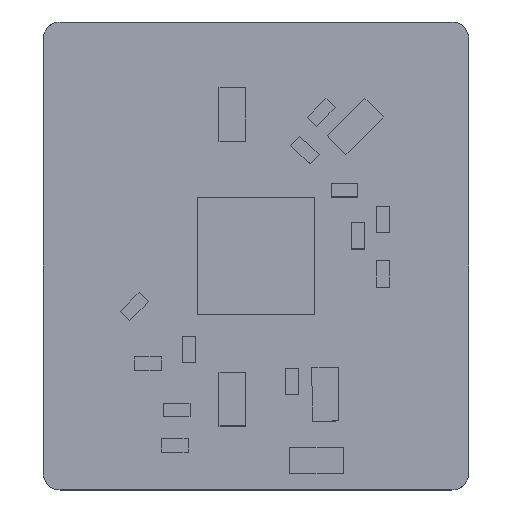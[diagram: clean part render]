
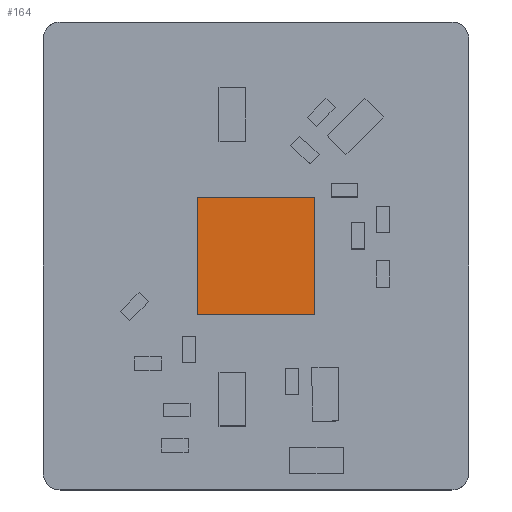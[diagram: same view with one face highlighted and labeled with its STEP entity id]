
A CAD part, top view. The second image highlights one B-rep face of the part: STEP entity #164.
In plain terms, the highlighted free-form (B-spline) face has degree [1, 1] with [2, 2] control points.
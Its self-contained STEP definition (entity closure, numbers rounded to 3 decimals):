
#164=ADVANCED_FACE('',(#288),#3436,.T.);
#288=FACE_OUTER_BOUND('',#412,.T.);
#412=EDGE_LOOP('',(#728,#729,#730,#731));
#728=ORIENTED_EDGE('',*,*,#2366,.F.);
#729=ORIENTED_EDGE('',*,*,#2363,.F.);
#730=ORIENTED_EDGE('',*,*,#2360,.F.);
#731=ORIENTED_EDGE('',*,*,#2356,.F.);
#1216=PCURVE('',#3432,#1720);
#1220=PCURVE('',#3433,#1724);
#1224=PCURVE('',#3434,#1728);
#1228=PCURVE('',#3435,#1732);
#1232=PCURVE('',#3436,#1736);
#1233=PCURVE('',#3436,#1737);
#1234=PCURVE('',#3436,#1738);
#1235=PCURVE('',#3436,#1739);
#1720=DEFINITIONAL_REPRESENTATION('',(#2849),#5807);
#1724=DEFINITIONAL_REPRESENTATION('',(#2857),#5807);
#1728=DEFINITIONAL_REPRESENTATION('',(#2864),#5807);
#1732=DEFINITIONAL_REPRESENTATION('',(#2871),#5807);
#1736=DEFINITIONAL_REPRESENTATION('',(#2876),#5807);
#1737=DEFINITIONAL_REPRESENTATION('',(#2877),#5807);
#1738=DEFINITIONAL_REPRESENTATION('',(#2878),#5807);
#1739=DEFINITIONAL_REPRESENTATION('',(#2879),#5807);
#2104=SURFACE_CURVE('',#2848,(#1216,#1235),.PCURVE_S1.);
#2108=SURFACE_CURVE('',#2856,(#1220,#1234),.PCURVE_S1.);
#2111=SURFACE_CURVE('',#2863,(#1224,#1233),.PCURVE_S1.);
#2114=SURFACE_CURVE('',#2870,(#1228,#1232),.PCURVE_S1.);
#2356=EDGE_CURVE('',#3284,#3285,#2104,.T.);
#2360=EDGE_CURVE('',#3285,#3288,#2108,.T.);
#2363=EDGE_CURVE('',#3288,#3290,#2111,.T.);
#2366=EDGE_CURVE('',#3290,#3284,#2114,.T.);
#2848=B_SPLINE_CURVE_WITH_KNOTS('',1,(#4654,#4655),.UNSPECIFIED.,.F.,.F.,
(2,2),(0.,7.),.UNSPECIFIED.);
#2849=B_SPLINE_CURVE_WITH_KNOTS('',1,(#4656,#4657),.UNSPECIFIED.,.F.,.F.,
(2,2),(0.,7.),.UNSPECIFIED.);
#2856=B_SPLINE_CURVE_WITH_KNOTS('',1,(#4670,#4671),.UNSPECIFIED.,.F.,.F.,
(2,2),(7.,14.),.UNSPECIFIED.);
#2857=B_SPLINE_CURVE_WITH_KNOTS('',1,(#4672,#4673),.UNSPECIFIED.,.F.,.F.,
(2,2),(7.,14.),.UNSPECIFIED.);
#2863=B_SPLINE_CURVE_WITH_KNOTS('',1,(#4684,#4685),.UNSPECIFIED.,.F.,.F.,
(2,2),(14.,21.),.UNSPECIFIED.);
#2864=B_SPLINE_CURVE_WITH_KNOTS('',1,(#4686,#4687),.UNSPECIFIED.,.F.,.F.,
(2,2),(14.,21.),.UNSPECIFIED.);
#2870=B_SPLINE_CURVE_WITH_KNOTS('',1,(#4698,#4699),.UNSPECIFIED.,.F.,.F.,
(2,2),(21.,28.),.UNSPECIFIED.);
#2871=B_SPLINE_CURVE_WITH_KNOTS('',1,(#4700,#4701),.UNSPECIFIED.,.F.,.F.,
(2,2),(21.,28.),.UNSPECIFIED.);
#2876=B_SPLINE_CURVE_WITH_KNOTS('',1,(#4710,#4711),.UNSPECIFIED.,.F.,.F.,
(2,2),(21.,28.),.UNSPECIFIED.);
#2877=B_SPLINE_CURVE_WITH_KNOTS('',1,(#4712,#4713),.UNSPECIFIED.,.F.,.F.,
(2,2),(14.,21.),.UNSPECIFIED.);
#2878=B_SPLINE_CURVE_WITH_KNOTS('',1,(#4714,#4715),.UNSPECIFIED.,.F.,.F.,
(2,2),(7.,14.),.UNSPECIFIED.);
#2879=B_SPLINE_CURVE_WITH_KNOTS('',1,(#4716,#4717),.UNSPECIFIED.,.F.,.F.,
(2,2),(0.,7.),.UNSPECIFIED.);
#3284=VERTEX_POINT('',#4646);
#3285=VERTEX_POINT('',#4647);
#3288=VERTEX_POINT('',#4650);
#3290=VERTEX_POINT('',#4652);
#3432=B_SPLINE_SURFACE_WITH_KNOTS('',1,1,((#4622,#4623),(#4624,#4625)),
 .UNSPECIFIED.,.F.,.F.,.F.,(2,2),(2,2),(0.,7.),(0.,0.95),
 .UNSPECIFIED.);
#3433=B_SPLINE_SURFACE_WITH_KNOTS('',1,1,((#4626,#4627),(#4628,#4629)),
 .UNSPECIFIED.,.F.,.F.,.F.,(2,2),(2,2),(7.,14.),
(0.,0.95),.UNSPECIFIED.);
#3434=B_SPLINE_SURFACE_WITH_KNOTS('',1,1,((#4630,#4631),(#4632,#4633)),
 .UNSPECIFIED.,.F.,.F.,.F.,(2,2),(2,2),(14.,21.),
(0.,0.95),.UNSPECIFIED.);
#3435=B_SPLINE_SURFACE_WITH_KNOTS('',1,1,((#4634,#4635),(#4636,#4637)),
 .UNSPECIFIED.,.F.,.F.,.F.,(2,2),(2,2),(21.,28.),
(0.,0.95),.UNSPECIFIED.);
#3436=B_SPLINE_SURFACE_WITH_KNOTS('',1,1,((#4638,#4639),(#4640,#4641)),
 .UNSPECIFIED.,.F.,.F.,.F.,(2,2),(2,2),(0.,7.),(0.,7.),
 .UNSPECIFIED.);
#4622=CARTESIAN_POINT('',(-14.93,-16.2,1.));
#4623=CARTESIAN_POINT('',(-14.93,-16.2,0.05));
#4624=CARTESIAN_POINT('',(-14.93,-9.2,1.));
#4625=CARTESIAN_POINT('',(-14.93,-9.2,0.05));
#4626=CARTESIAN_POINT('',(-14.93,-9.2,1.));
#4627=CARTESIAN_POINT('',(-14.93,-9.2,0.05));
#4628=CARTESIAN_POINT('',(-7.93,-9.2,1.));
#4629=CARTESIAN_POINT('',(-7.93,-9.2,0.05));
#4630=CARTESIAN_POINT('',(-7.93,-9.2,1.));
#4631=CARTESIAN_POINT('',(-7.93,-9.2,0.05));
#4632=CARTESIAN_POINT('',(-7.93,-16.2,1.));
#4633=CARTESIAN_POINT('',(-7.93,-16.2,0.05));
#4634=CARTESIAN_POINT('',(-7.93,-16.2,1.));
#4635=CARTESIAN_POINT('',(-7.93,-16.2,0.05));
#4636=CARTESIAN_POINT('',(-14.93,-16.2,1.));
#4637=CARTESIAN_POINT('',(-14.93,-16.2,0.05));
#4638=CARTESIAN_POINT('',(-14.93,-16.2,1.));
#4639=CARTESIAN_POINT('',(-14.93,-9.2,1.));
#4640=CARTESIAN_POINT('',(-7.93,-16.2,1.));
#4641=CARTESIAN_POINT('',(-7.93,-9.2,1.));
#4646=CARTESIAN_POINT('',(-14.93,-16.2,1.));
#4647=CARTESIAN_POINT('',(-14.93,-9.2,1.));
#4650=CARTESIAN_POINT('',(-7.93,-9.2,1.));
#4652=CARTESIAN_POINT('',(-7.93,-16.2,1.));
#4654=CARTESIAN_POINT('',(-14.93,-16.2,1.));
#4655=CARTESIAN_POINT('',(-14.93,-9.2,1.));
#4656=CARTESIAN_POINT('',(0.,0.));
#4657=CARTESIAN_POINT('',(7.,0.));
#4670=CARTESIAN_POINT('',(-14.93,-9.2,1.));
#4671=CARTESIAN_POINT('',(-7.93,-9.2,1.));
#4672=CARTESIAN_POINT('',(7.,0.));
#4673=CARTESIAN_POINT('',(14.,0.));
#4684=CARTESIAN_POINT('',(-7.93,-9.2,1.));
#4685=CARTESIAN_POINT('',(-7.93,-16.2,1.));
#4686=CARTESIAN_POINT('',(14.,0.));
#4687=CARTESIAN_POINT('',(21.,0.));
#4698=CARTESIAN_POINT('',(-7.93,-16.2,1.));
#4699=CARTESIAN_POINT('',(-14.93,-16.2,1.));
#4700=CARTESIAN_POINT('',(21.,0.));
#4701=CARTESIAN_POINT('',(28.,0.));
#4710=CARTESIAN_POINT('',(7.,0.));
#4711=CARTESIAN_POINT('',(0.,0.));
#4712=CARTESIAN_POINT('',(7.,7.));
#4713=CARTESIAN_POINT('',(7.,0.));
#4714=CARTESIAN_POINT('',(0.,7.));
#4715=CARTESIAN_POINT('',(7.,7.));
#4716=CARTESIAN_POINT('',(0.,0.));
#4717=CARTESIAN_POINT('',(0.,7.));
#5807=(
GEOMETRIC_REPRESENTATION_CONTEXT(2)
PARAMETRIC_REPRESENTATION_CONTEXT()
REPRESENTATION_CONTEXT('pspace','')
);
